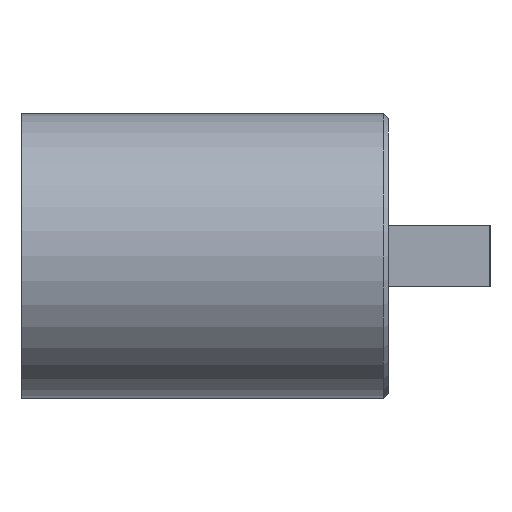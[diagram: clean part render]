
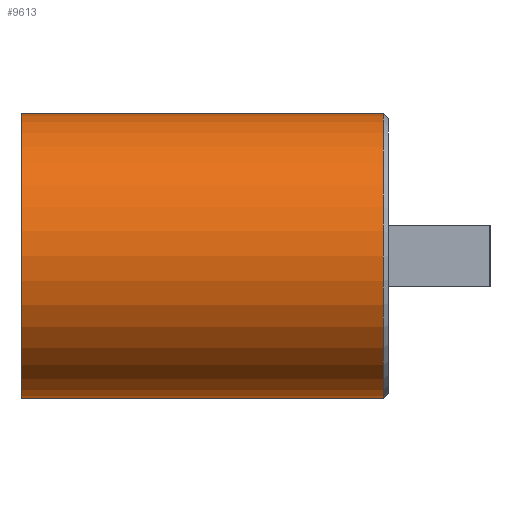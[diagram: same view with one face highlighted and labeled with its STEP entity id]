
A CAD part, left-side view. The second image highlights one B-rep face of the part: STEP entity #9613.
In plain terms, the highlighted cylindrical face has radius 7 mm (diameter 14 mm), a partial arc.
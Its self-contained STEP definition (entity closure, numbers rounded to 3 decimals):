
#767=FACE_OUTER_BOUND('',#1316,.T.);
#1316=EDGE_LOOP('',(#7759,#7760,#7761,#7762));
#2435=LINE('',#15221,#3651);
#2448=LINE('',#15238,#3664);
#3651=VECTOR('',#11725,1000.);
#3664=VECTOR('',#11740,1000.);
#4238=CIRCLE('',#10229,7.);
#4240=CIRCLE('',#10235,7.);
#4921=VERTEX_POINT('',#15192);
#4932=VERTEX_POINT('',#15216);
#4933=VERTEX_POINT('',#15220);
#4936=VERTEX_POINT('',#15236);
#6036=EDGE_CURVE('',#4932,#4921,#4238,.T.);
#6037=EDGE_CURVE('',#4921,#4933,#2435,.T.);
#6050=EDGE_CURVE('',#4936,#4932,#2448,.T.);
#6060=EDGE_CURVE('',#4936,#4933,#4240,.T.);
#7759=ORIENTED_EDGE('',*,*,#6050,.F.);
#7760=ORIENTED_EDGE('',*,*,#6060,.T.);
#7761=ORIENTED_EDGE('',*,*,#6037,.F.);
#7762=ORIENTED_EDGE('',*,*,#6036,.F.);
#9450=CYLINDRICAL_SURFACE('',#10234,7.);
#9613=ADVANCED_FACE('',(#767),#9450,.T.);
#10229=AXIS2_PLACEMENT_3D('',#15218,#11721,#11722);
#10234=AXIS2_PLACEMENT_3D('',#15249,#11753,#11754);
#10235=AXIS2_PLACEMENT_3D('',#15250,#11755,#11756);
#11721=DIRECTION('center_axis',(0.,1.,0.));
#11722=DIRECTION('ref_axis',(0.,0.,1.));
#11725=DIRECTION('',(0.,-1.,0.));
#11740=DIRECTION('',(0.,1.,0.));
#11753=DIRECTION('center_axis',(0.,-1.,0.));
#11754=DIRECTION('ref_axis',(0.,0.,-1.));
#11755=DIRECTION('center_axis',(0.,1.,0.));
#11756=DIRECTION('ref_axis',(0.,0.,1.));
#15192=CARTESIAN_POINT('',(-94.5,9.,7.));
#15216=CARTESIAN_POINT('',(-94.5,9.,-7.));
#15218=CARTESIAN_POINT('Origin',(-94.5,9.,0.));
#15220=CARTESIAN_POINT('',(-94.5,-8.75,7.));
#15221=CARTESIAN_POINT('',(-94.5,9.,7.));
#15236=CARTESIAN_POINT('',(-94.5,-8.75,-7.));
#15238=CARTESIAN_POINT('',(-94.5,9.,-7.));
#15249=CARTESIAN_POINT('Origin',(-94.5,9.,0.));
#15250=CARTESIAN_POINT('Origin',(-94.5,-8.75,0.));
